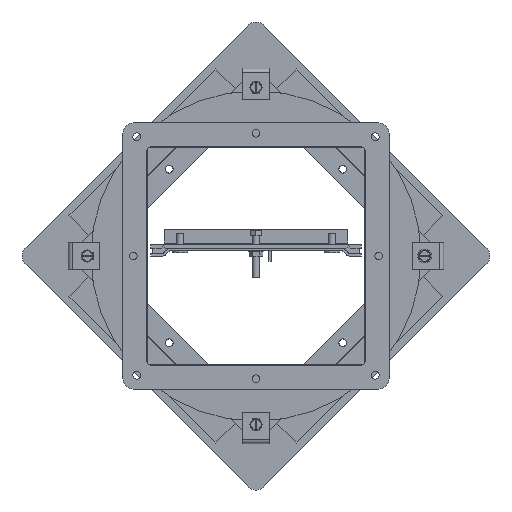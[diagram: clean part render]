
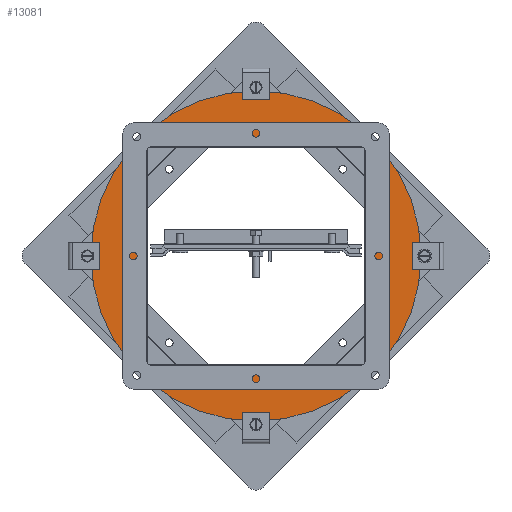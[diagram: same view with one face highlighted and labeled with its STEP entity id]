
A CAD part, front view. The second image highlights one B-rep face of the part: STEP entity #13081.
In plain terms, the highlighted planar face has unit normal (0, -1, 0).
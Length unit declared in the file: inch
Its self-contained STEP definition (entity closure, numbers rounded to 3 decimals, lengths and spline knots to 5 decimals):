
#106 = VERTEX_POINT ( 'NONE', #11884 ) ;
#373 = CIRCLE ( 'NONE', #13968, 0.062 ) ;
#386 = AXIS2_PLACEMENT_3D ( 'NONE', #15354, #6751, #9269 ) ;
#576 = VERTEX_POINT ( 'NONE', #14696 ) ;
#628 = VECTOR ( 'NONE', #3322, 39.37008 ) ;
#675 = DIRECTION ( 'NONE',  ( 0., -1., 0. ) ) ;
#715 = VECTOR ( 'NONE', #7752, 39.37008 ) ;
#1337 = VERTEX_POINT ( 'NONE', #1637 ) ;
#1423 = CARTESIAN_POINT ( 'NONE',  ( 3.9225, 0.692, -3.9225 ) ) ;
#1513 = DIRECTION ( 'NONE',  ( 0., -1., 0. ) ) ;
#1602 = CIRCLE ( 'NONE', #13063, 0.062 ) ;
#1604 = EDGE_LOOP ( 'NONE', ( #10431 ) ) ;
#1637 = CARTESIAN_POINT ( 'NONE',  ( 3.9225, 0.692, 3.9845 ) ) ;
#1719 = FACE_BOUND ( 'NONE', #13933, .T. ) ;
#2163 = AXIS2_PLACEMENT_3D ( 'NONE', #6818, #15807, #10649 ) ;
#2339 = ORIENTED_EDGE ( 'NONE', *, *, #8650, .F. ) ;
#2762 = EDGE_CURVE ( 'NONE', #106, #9231, #14665, .T. ) ;
#2867 = CARTESIAN_POINT ( 'NONE',  ( 0., 0.692, 3.9845 ) ) ;
#2947 = DIRECTION ( 'NONE',  ( -1., 0., 0. ) ) ;
#3171 = DIRECTION ( 'NONE',  ( 0., 0., 1. ) ) ;
#3322 = DIRECTION ( 'NONE',  ( 0., 0., -1. ) ) ;
#4108 = CARTESIAN_POINT ( 'NONE',  ( 3.9225, 0.692, 3.9225 ) ) ;
#4149 = CIRCLE ( 'NONE', #5217, 0.062 ) ;
#4763 = EDGE_CURVE ( 'NONE', #9231, #14941, #373, .T. ) ;
#4773 = CARTESIAN_POINT ( 'NONE',  ( 3.9845, 0.692, -3.9225 ) ) ;
#4966 = ORIENTED_EDGE ( 'NONE', *, *, #15029, .F. ) ;
#5034 = CARTESIAN_POINT ( 'NONE',  ( 3.9225, 0.692, -3.9845 ) ) ;
#5217 = AXIS2_PLACEMENT_3D ( 'NONE', #4108, #11854, #2947 ) ;
#5836 = LINE ( 'NONE', #8278, #13170 ) ;
#6014 = CARTESIAN_POINT ( 'NONE',  ( -3.9225, 0.692, 3.9845 ) ) ;
#6354 = CARTESIAN_POINT ( 'NONE',  ( -5.9685, 0.692, 0. ) ) ;
#6646 = CARTESIAN_POINT ( 'NONE',  ( 0., 0.692, -3.9845 ) ) ;
#6751 = DIRECTION ( 'NONE',  ( 0., 1., 0. ) ) ;
#6818 = CARTESIAN_POINT ( 'NONE',  ( 0., 0.692, 0. ) ) ;
#7058 = EDGE_CURVE ( 'NONE', #14941, #8631, #15161, .T. ) ;
#7088 = VECTOR ( 'NONE', #9131, 39.37008 ) ;
#7653 = CIRCLE ( 'NONE', #14553, 0.062 ) ;
#7752 = DIRECTION ( 'NONE',  ( 1., 0., 0. ) ) ;
#8047 = DIRECTION ( 'NONE',  ( -1., 0., 0. ) ) ;
#8197 = ORIENTED_EDGE ( 'NONE', *, *, #4763, .F. ) ;
#8234 = ORIENTED_EDGE ( 'NONE', *, *, #15016, .F. ) ;
#8278 = CARTESIAN_POINT ( 'NONE',  ( 3.9845, 0.692, 0. ) ) ;
#8502 = CARTESIAN_POINT ( 'NONE',  ( -3.9845, 0.692, -3.9225 ) ) ;
#8553 = ORIENTED_EDGE ( 'NONE', *, *, #7058, .F. ) ;
#8631 = VERTEX_POINT ( 'NONE', #5034 ) ;
#8650 = EDGE_CURVE ( 'NONE', #8631, #11228, #7653, .T. ) ;
#8820 = CARTESIAN_POINT ( 'NONE',  ( -3.9225, 0.692, -3.9845 ) ) ;
#9131 = DIRECTION ( 'NONE',  ( -1., 0., 0. ) ) ;
#9231 = VERTEX_POINT ( 'NONE', #8502 ) ;
#9269 = DIRECTION ( 'NONE',  ( -1., 0., 0. ) ) ;
#9580 = CARTESIAN_POINT ( 'NONE',  ( -3.9845, 0.692, 0. ) ) ;
#9610 = CARTESIAN_POINT ( 'NONE',  ( -3.9225, 0.692, -3.9225 ) ) ;
#10377 = LINE ( 'NONE', #2867, #7088 ) ;
#10431 = ORIENTED_EDGE ( 'NONE', *, *, #14160, .F. ) ;
#10649 = DIRECTION ( 'NONE',  ( 1., 0., 0. ) ) ;
#10723 = PLANE ( 'NONE',  #2163 ) ;
#11228 = VERTEX_POINT ( 'NONE', #4773 ) ;
#11559 = ORIENTED_EDGE ( 'NONE', *, *, #2762, .F. ) ;
#11700 = DIRECTION ( 'NONE',  ( 0., -1., 0. ) ) ;
#11848 = CARTESIAN_POINT ( 'NONE',  ( -3.9225, 0.692, 3.9225 ) ) ;
#11854 = DIRECTION ( 'NONE',  ( 0., -1., 0. ) ) ;
#11884 = CARTESIAN_POINT ( 'NONE',  ( -3.9845, 0.692, 3.9225 ) ) ;
#12249 = ORIENTED_EDGE ( 'NONE', *, *, #12657, .F. ) ;
#12657 = EDGE_CURVE ( 'NONE', #15706, #106, #1602, .T. ) ;
#13063 = AXIS2_PLACEMENT_3D ( 'NONE', #11848, #11700, #8047 ) ;
#13081 = ADVANCED_FACE ( 'NONE', ( #14570, #1719 ), #10723, .F. ) ;
#13170 = VECTOR ( 'NONE', #3171, 39.37008 ) ;
#13933 = EDGE_LOOP ( 'NONE', ( #8197, #11559, #12249, #8234, #4966, #15893, #2339, #8553 ) ) ;
#13968 = AXIS2_PLACEMENT_3D ( 'NONE', #9610, #675, #16021 ) ;
#14160 = EDGE_CURVE ( 'NONE', #14182, #14182, #15305, .T. ) ;
#14182 = VERTEX_POINT ( 'NONE', #6354 ) ;
#14306 = EDGE_CURVE ( 'NONE', #11228, #576, #5836, .T. ) ;
#14553 = AXIS2_PLACEMENT_3D ( 'NONE', #1423, #1513, #15366 ) ;
#14570 = FACE_OUTER_BOUND ( 'NONE', #1604, .T. ) ;
#14665 = LINE ( 'NONE', #9580, #628 ) ;
#14696 = CARTESIAN_POINT ( 'NONE',  ( 3.9845, 0.692, 3.9225 ) ) ;
#14941 = VERTEX_POINT ( 'NONE', #8820 ) ;
#15016 = EDGE_CURVE ( 'NONE', #1337, #15706, #10377, .T. ) ;
#15029 = EDGE_CURVE ( 'NONE', #576, #1337, #4149, .T. ) ;
#15161 = LINE ( 'NONE', #6646, #715 ) ;
#15305 = CIRCLE ( 'NONE', #386, 5.9685 ) ;
#15354 = CARTESIAN_POINT ( 'NONE',  ( 0., 0.692, 0. ) ) ;
#15366 = DIRECTION ( 'NONE',  ( -1., 0., 0. ) ) ;
#15706 = VERTEX_POINT ( 'NONE', #6014 ) ;
#15807 = DIRECTION ( 'NONE',  ( 0., 1., 0. ) ) ;
#15893 = ORIENTED_EDGE ( 'NONE', *, *, #14306, .F. ) ;
#16021 = DIRECTION ( 'NONE',  ( -1., 0., 0. ) ) ;
